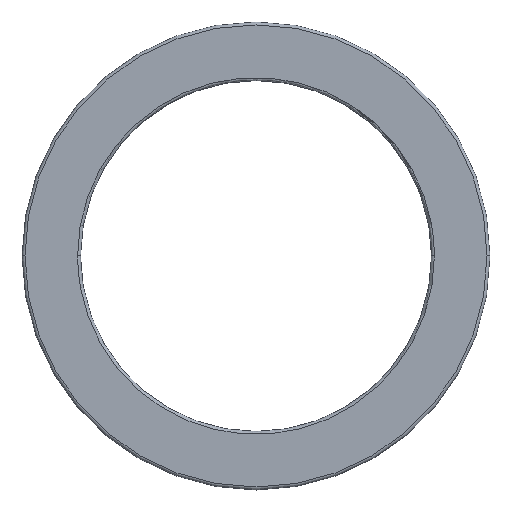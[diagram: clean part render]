
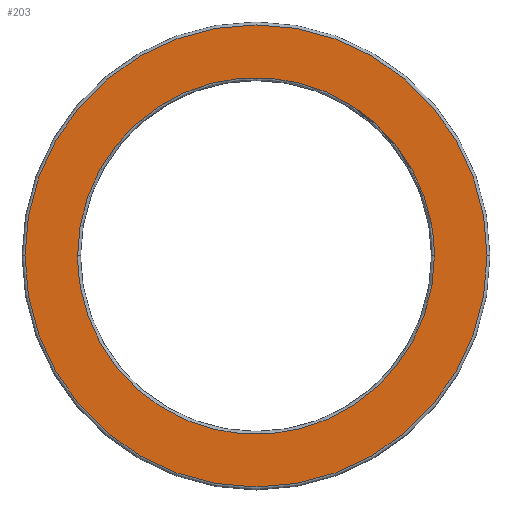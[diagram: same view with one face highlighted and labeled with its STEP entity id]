
A CAD part, top view. The second image highlights one B-rep face of the part: STEP entity #203.
In plain terms, the highlighted planar face has unit normal (0, 0, 1).
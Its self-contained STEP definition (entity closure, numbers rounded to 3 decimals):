
#54=AXIS2_PLACEMENT_3D('Circle Axis2P3D',#52,#53,$) ;
#123=AXIS2_PLACEMENT_3D('Circle Axis2P3D',#121,#122,$) ;
#137=AXIS2_PLACEMENT_3D('Plane Axis2P3D',#134,#135,#136) ;
#49=CARTESIAN_POINT('Vertex',(0.1,8.,2.)) ;
#52=CARTESIAN_POINT('Axis2P3D Location',(8.,8.,2.)) ;
#56=CARTESIAN_POINT('Vertex',(15.9,8.,2.)) ;
#121=CARTESIAN_POINT('Axis2P3D Location',(8.,8.,2.)) ;
#134=CARTESIAN_POINT('Axis2P3D Location',(8.,8.,2.)) ;
#144=CARTESIAN_POINT('Control Point',(14.1,8.,2.)) ;
#145=CARTESIAN_POINT('Control Point',(14.1,7.395,2.)) ;
#146=CARTESIAN_POINT('Control Point',(14.025,6.79,2.)) ;
#147=CARTESIAN_POINT('Control Point',(13.875,6.197,2.)) ;
#148=CARTESIAN_POINT('Control Point',(13.431,5.062,2.)) ;
#149=CARTESIAN_POINT('Control Point',(12.724,4.069,2.)) ;
#150=CARTESIAN_POINT('Control Point',(12.31,3.619,2.)) ;
#151=CARTESIAN_POINT('Control Point',(11.379,2.832,2.)) ;
#152=CARTESIAN_POINT('Control Point',(10.284,2.295,2.)) ;
#153=CARTESIAN_POINT('Control Point',(9.706,2.096,2.)) ;
#154=CARTESIAN_POINT('Control Point',(8.513,1.846,2.)) ;
#155=CARTESIAN_POINT('Control Point',(7.295,1.895,2.)) ;
#156=CARTESIAN_POINT('Control Point',(6.692,1.996,2.)) ;
#157=CARTESIAN_POINT('Control Point',(5.523,2.344,2.)) ;
#158=CARTESIAN_POINT('Control Point',(4.475,2.966,2.)) ;
#159=CARTESIAN_POINT('Control Point',(3.992,3.341,2.)) ;
#160=CARTESIAN_POINT('Control Point',(3.13,4.203,2.)) ;
#161=CARTESIAN_POINT('Control Point',(2.504,5.25,2.)) ;
#162=CARTESIAN_POINT('Control Point',(2.258,5.809,2.)) ;
#163=CARTESIAN_POINT('Control Point',(2.026,6.589,2.)) ;
#164=CARTESIAN_POINT('Control Point',(1.925,7.391,2.)) ;
#165=CARTESIAN_POINT('Control Point',(1.908,7.595,2.)) ;
#166=CARTESIAN_POINT('Control Point',(1.9,7.797,2.)) ;
#167=CARTESIAN_POINT('Control Point',(1.9,8.,2.)) ;
#168=CARTESIAN_POINT('Vertex',(14.1,8.,2.)) ;
#170=CARTESIAN_POINT('Vertex',(1.9,8.,2.)) ;
#174=CARTESIAN_POINT('Control Point',(1.9,8.,2.)) ;
#175=CARTESIAN_POINT('Control Point',(1.9,8.605,2.)) ;
#176=CARTESIAN_POINT('Control Point',(1.975,9.21,2.)) ;
#177=CARTESIAN_POINT('Control Point',(2.125,9.803,2.)) ;
#178=CARTESIAN_POINT('Control Point',(2.569,10.938,2.)) ;
#179=CARTESIAN_POINT('Control Point',(3.276,11.931,2.)) ;
#180=CARTESIAN_POINT('Control Point',(3.69,12.381,2.)) ;
#181=CARTESIAN_POINT('Control Point',(4.621,13.168,2.)) ;
#182=CARTESIAN_POINT('Control Point',(5.716,13.705,2.)) ;
#183=CARTESIAN_POINT('Control Point',(6.294,13.904,2.)) ;
#184=CARTESIAN_POINT('Control Point',(7.487,14.154,2.)) ;
#185=CARTESIAN_POINT('Control Point',(8.705,14.105,2.)) ;
#186=CARTESIAN_POINT('Control Point',(9.308,14.004,2.)) ;
#187=CARTESIAN_POINT('Control Point',(10.477,13.656,2.)) ;
#188=CARTESIAN_POINT('Control Point',(11.525,13.034,2.)) ;
#189=CARTESIAN_POINT('Control Point',(12.008,12.659,2.)) ;
#190=CARTESIAN_POINT('Control Point',(12.87,11.797,2.)) ;
#191=CARTESIAN_POINT('Control Point',(13.496,10.75,2.)) ;
#192=CARTESIAN_POINT('Control Point',(13.742,10.191,2.)) ;
#193=CARTESIAN_POINT('Control Point',(13.974,9.411,2.)) ;
#194=CARTESIAN_POINT('Control Point',(14.075,8.609,2.)) ;
#195=CARTESIAN_POINT('Control Point',(14.092,8.405,2.)) ;
#196=CARTESIAN_POINT('Control Point',(14.1,8.203,2.)) ;
#197=CARTESIAN_POINT('Control Point',(14.1,8.,2.)) ;
#53=DIRECTION('Axis2P3D Direction',(0.,0.,1.)) ;
#122=DIRECTION('Axis2P3D Direction',(0.,0.,1.)) ;
#135=DIRECTION('Axis2P3D Direction',(0.,0.,1.)) ;
#136=DIRECTION('Axis2P3D XDirection',(1.,0.,0.)) ;
#140=ORIENTED_EDGE('',*,*,#58,.T.) ;
#141=ORIENTED_EDGE('',*,*,#125,.T.) ;
#200=ORIENTED_EDGE('',*,*,#172,.T.) ;
#201=ORIENTED_EDGE('',*,*,#198,.T.) ;
#202=FACE_BOUND('',#199,.T.) ;
#203=ADVANCED_FACE('Verrundung1',(#142,#202),#138,.T.) ;
#143=B_SPLINE_CURVE_WITH_KNOTS('',5,(#144,#145,#146,#147,#148,#149,#150,#151,#152,#153,#154,#155,#156,#157,#158,#159,#160,#161,#162,#163,#164,#165,#166,#167),.UNSPECIFIED.,.F.,.U.,(6,3,3,3,3,3,3,6),(0.,4.288,8.577,12.865,17.153,21.441,25.73,27.166),.UNSPECIFIED.) ;
#173=B_SPLINE_CURVE_WITH_KNOTS('',5,(#174,#175,#176,#177,#178,#179,#180,#181,#182,#183,#184,#185,#186,#187,#188,#189,#190,#191,#192,#193,#194,#195,#196,#197),.UNSPECIFIED.,.F.,.U.,(6,3,3,3,3,3,3,6),(0.,4.288,8.577,12.865,17.153,21.441,25.73,27.166),.UNSPECIFIED.) ;
#55=CIRCLE('generated circle',#54,7.9) ;
#124=CIRCLE('generated circle',#123,7.9) ;
#58=EDGE_CURVE('',#57,#50,#55,.T.) ;
#125=EDGE_CURVE('',#50,#57,#124,.T.) ;
#172=EDGE_CURVE('',#169,#171,#143,.T.) ;
#198=EDGE_CURVE('',#171,#169,#173,.T.) ;
#139=EDGE_LOOP('',(#140,#141)) ;
#199=EDGE_LOOP('',(#200,#201)) ;
#142=FACE_OUTER_BOUND('',#139,.T.) ;
#138=PLANE('',#137) ;
#50=VERTEX_POINT('',#49) ;
#57=VERTEX_POINT('',#56) ;
#169=VERTEX_POINT('',#168) ;
#171=VERTEX_POINT('',#170) ;
